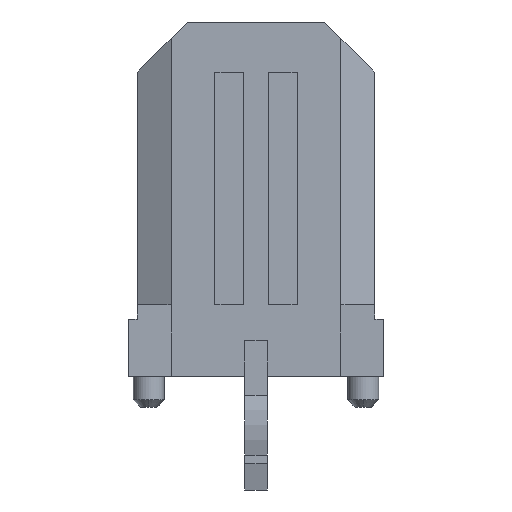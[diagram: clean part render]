
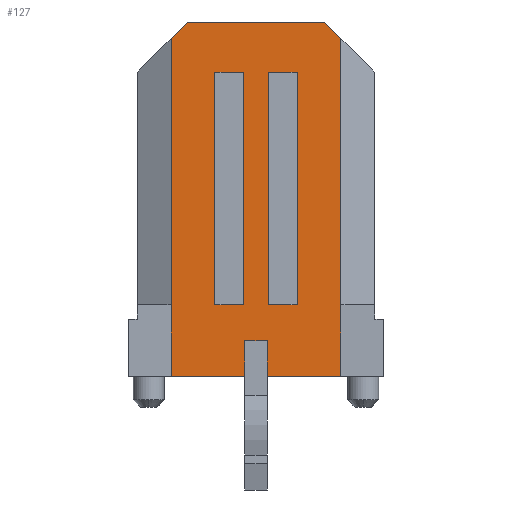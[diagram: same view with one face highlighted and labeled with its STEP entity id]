
A CAD part, front view. The second image highlights one B-rep face of the part: STEP entity #127.
In plain terms, the highlighted planar face has unit normal (0, -1, 0).
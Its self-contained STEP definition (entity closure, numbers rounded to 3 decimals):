
#127=ADVANCED_FACE('',(#351,#352,#353),#354,.T.);
#351=FACE_OUTER_BOUND('',#693,.T.);
#352=FACE_BOUND('',#694,.T.);
#353=FACE_BOUND('',#695,.T.);
#354=PLANE('',#696);
#693=EDGE_LOOP('',(#1346,#1347,#1348,#1349,#1350,#1351,#1352,#1353,#1354,#1355,#1356,#1357));
#694=EDGE_LOOP('',(#1358,#1359,#1360,#1361));
#695=EDGE_LOOP('',(#1362,#1363,#1364,#1365));
#696=AXIS2_PLACEMENT_3D('',#1366,#1367,#1368);
#1346=ORIENTED_EDGE('',*,*,#2467,.T.);
#1347=ORIENTED_EDGE('',*,*,#2468,.F.);
#1348=ORIENTED_EDGE('',*,*,#2469,.F.);
#1349=ORIENTED_EDGE('',*,*,#2460,.F.);
#1350=ORIENTED_EDGE('',*,*,#2466,.F.);
#1351=ORIENTED_EDGE('',*,*,#2415,.T.);
#1352=ORIENTED_EDGE('',*,*,#2470,.F.);
#1353=ORIENTED_EDGE('',*,*,#2422,.T.);
#1354=ORIENTED_EDGE('',*,*,#2471,.T.);
#1355=ORIENTED_EDGE('',*,*,#2472,.T.);
#1356=ORIENTED_EDGE('',*,*,#2473,.F.);
#1357=ORIENTED_EDGE('',*,*,#2474,.T.);
#1358=ORIENTED_EDGE('',*,*,#2475,.F.);
#1359=ORIENTED_EDGE('',*,*,#2476,.F.);
#1360=ORIENTED_EDGE('',*,*,#2477,.T.);
#1361=ORIENTED_EDGE('',*,*,#2478,.T.);
#1362=ORIENTED_EDGE('',*,*,#2479,.F.);
#1363=ORIENTED_EDGE('',*,*,#2480,.F.);
#1364=ORIENTED_EDGE('',*,*,#2481,.T.);
#1365=ORIENTED_EDGE('',*,*,#2482,.T.);
#1366=CARTESIAN_POINT('',(-3.325,-3.46,4.95));
#1367=DIRECTION('',(0.0,-1.0,0.0));
#1368=DIRECTION('',(0.0,0.0,-1.0));
#2415=EDGE_CURVE('',#2966,#2964,#2967,.T.);
#2422=EDGE_CURVE('',#2976,#2974,#2977,.T.);
#2460=EDGE_CURVE('',#3041,#3042,#3043,.T.);
#2466=EDGE_CURVE('',#2966,#3041,#3050,.T.);
#2467=EDGE_CURVE('',#3051,#3052,#3053,.T.);
#2468=EDGE_CURVE('',#3054,#3052,#3055,.T.);
#2469=EDGE_CURVE('',#3042,#3054,#3056,.T.);
#2470=EDGE_CURVE('',#2976,#2964,#3057,.T.);
#2471=EDGE_CURVE('',#2974,#3047,#3058,.T.);
#2472=EDGE_CURVE('',#3047,#3059,#3060,.T.);
#2473=EDGE_CURVE('',#3061,#3059,#3062,.T.);
#2474=EDGE_CURVE('',#3061,#3051,#3063,.T.);
#2475=EDGE_CURVE('',#3064,#3065,#3066,.T.);
#2476=EDGE_CURVE('',#3067,#3064,#3068,.T.);
#2477=EDGE_CURVE('',#3067,#3069,#3070,.T.);
#2478=EDGE_CURVE('',#3069,#3065,#3071,.T.);
#2479=EDGE_CURVE('',#3072,#3073,#3074,.T.);
#2480=EDGE_CURVE('',#3075,#3072,#3076,.T.);
#2481=EDGE_CURVE('',#3075,#3077,#3078,.T.);
#2482=EDGE_CURVE('',#3077,#3073,#3079,.T.);
#2964=VERTEX_POINT('',#3775);
#2966=VERTEX_POINT('',#3778);
#2967=LINE('',#3779,#3780);
#2974=VERTEX_POINT('',#3792);
#2976=VERTEX_POINT('',#3795);
#2977=LINE('',#3796,#3797);
#3041=VERTEX_POINT('',#3896);
#3042=VERTEX_POINT('',#3897);
#3043=LINE('',#3898,#3899);
#3047=VERTEX_POINT('',#3906);
#3050=LINE('',#3911,#3912);
#3051=VERTEX_POINT('',#3913);
#3052=VERTEX_POINT('',#3914);
#3053=LINE('',#3915,#3916);
#3054=VERTEX_POINT('',#3917);
#3055=LINE('',#3918,#3919);
#3056=LINE('',#3920,#3921);
#3057=LINE('',#3922,#3923);
#3058=LINE('',#3924,#3925);
#3059=VERTEX_POINT('',#3926);
#3060=LINE('',#3927,#3928);
#3061=VERTEX_POINT('',#3929);
#3062=LINE('',#3930,#3931);
#3063=LINE('',#3932,#3933);
#3064=VERTEX_POINT('',#3934);
#3065=VERTEX_POINT('',#3935);
#3066=LINE('',#3936,#3937);
#3067=VERTEX_POINT('',#3938);
#3068=LINE('',#3939,#3940);
#3069=VERTEX_POINT('',#3941);
#3070=LINE('',#3942,#3943);
#3071=LINE('',#3944,#3945);
#3072=VERTEX_POINT('',#3946);
#3073=VERTEX_POINT('',#3947);
#3074=LINE('',#3948,#3949);
#3075=VERTEX_POINT('',#3950);
#3076=LINE('',#3951,#3952);
#3077=VERTEX_POINT('',#3953);
#3078=LINE('',#3954,#3955);
#3079=LINE('',#3956,#3957);
#3775=CARTESIAN_POINT('',(1.925,-3.46,4.95));
#3778=CARTESIAN_POINT('',(2.375,-3.46,4.5));
#3779=CARTESIAN_POINT('',(2.375,-3.46,4.5));
#3780=VECTOR('',#4678,0.636);
#3792=CARTESIAN_POINT('',(-2.375,-3.46,4.5));
#3795=CARTESIAN_POINT('',(-1.925,-3.46,4.95));
#3796=CARTESIAN_POINT('',(-1.925,-3.46,4.95));
#3797=VECTOR('',#4685,0.636);
#3896=CARTESIAN_POINT('',(2.375,-3.46,-2.96));
#3897=CARTESIAN_POINT('',(2.375,-3.46,-4.96));
#3898=CARTESIAN_POINT('',(2.375,-3.46,-2.96));
#3899=VECTOR('',#4727,2.0);
#3906=CARTESIAN_POINT('',(-2.375,-3.46,-2.96));
#3911=CARTESIAN_POINT('',(2.375,-3.46,4.5));
#3912=VECTOR('',#4733,7.46);
#3913=CARTESIAN_POINT('',(-0.32,-3.46,-3.96));
#3914=CARTESIAN_POINT('',(0.32,-3.46,-3.96));
#3915=CARTESIAN_POINT('',(-0.32,-3.46,-3.96));
#3916=VECTOR('',#4734,0.64);
#3917=CARTESIAN_POINT('',(0.32,-3.46,-4.96));
#3918=CARTESIAN_POINT('',(0.32,-3.46,-4.96));
#3919=VECTOR('',#4735,1.0);
#3920=CARTESIAN_POINT('',(2.375,-3.46,-4.96));
#3921=VECTOR('',#4736,2.055);
#3922=CARTESIAN_POINT('',(-1.925,-3.46,4.95));
#3923=VECTOR('',#4737,3.85);
#3924=CARTESIAN_POINT('',(-2.375,-3.46,4.5));
#3925=VECTOR('',#4738,7.46);
#3926=CARTESIAN_POINT('',(-2.375,-3.46,-4.96));
#3927=CARTESIAN_POINT('',(-2.375,-3.46,-2.96));
#3928=VECTOR('',#4739,2.0);
#3929=CARTESIAN_POINT('',(-0.32,-3.46,-4.96));
#3930=CARTESIAN_POINT('',(-0.32,-3.46,-4.96));
#3931=VECTOR('',#4740,2.055);
#3932=CARTESIAN_POINT('',(-0.32,-3.46,-4.96));
#3933=VECTOR('',#4741,1.0);
#3934=CARTESIAN_POINT('',(1.15,-3.46,-2.96));
#3935=CARTESIAN_POINT('',(1.15,-3.46,3.55));
#3936=CARTESIAN_POINT('',(1.15,-3.46,-2.96));
#3937=VECTOR('',#4742,6.51);
#3938=CARTESIAN_POINT('',(0.35,-3.46,-2.96));
#3939=CARTESIAN_POINT('',(0.35,-3.46,-2.96));
#3940=VECTOR('',#4743,0.8);
#3941=CARTESIAN_POINT('',(0.35,-3.46,3.55));
#3942=CARTESIAN_POINT('',(0.35,-3.46,-2.96));
#3943=VECTOR('',#4744,6.51);
#3944=CARTESIAN_POINT('',(0.35,-3.46,3.55));
#3945=VECTOR('',#4745,0.8);
#3946=CARTESIAN_POINT('',(-0.35,-3.46,-2.96));
#3947=CARTESIAN_POINT('',(-0.35,-3.46,3.55));
#3948=CARTESIAN_POINT('',(-0.35,-3.46,-2.96));
#3949=VECTOR('',#4746,6.51);
#3950=CARTESIAN_POINT('',(-1.15,-3.46,-2.96));
#3951=CARTESIAN_POINT('',(-1.15,-3.46,-2.96));
#3952=VECTOR('',#4747,0.8);
#3953=CARTESIAN_POINT('',(-1.15,-3.46,3.55));
#3954=CARTESIAN_POINT('',(-1.15,-3.46,-2.96));
#3955=VECTOR('',#4748,6.51);
#3956=CARTESIAN_POINT('',(-1.15,-3.46,3.55));
#3957=VECTOR('',#4749,0.8);
#4678=DIRECTION('',(-0.707,0.0,0.707));
#4685=DIRECTION('',(-0.707,0.0,-0.707));
#4727=DIRECTION('',(0.0,0.0,-1.0));
#4733=DIRECTION('',(0.0,0.0,-1.0));
#4734=DIRECTION('',(1.0,0.0,0.0));
#4735=DIRECTION('',(0.0,0.0,1.0));
#4736=DIRECTION('',(-1.0,0.0,0.0));
#4737=DIRECTION('',(1.0,0.0,0.0));
#4738=DIRECTION('',(0.0,0.0,-1.0));
#4739=DIRECTION('',(0.0,0.0,-1.0));
#4740=DIRECTION('',(-1.0,0.0,0.0));
#4741=DIRECTION('',(0.0,0.0,1.0));
#4742=DIRECTION('',(0.0,0.0,1.0));
#4743=DIRECTION('',(1.0,0.0,0.0));
#4744=DIRECTION('',(0.0,0.0,1.0));
#4745=DIRECTION('',(1.0,0.0,0.0));
#4746=DIRECTION('',(0.0,0.0,1.0));
#4747=DIRECTION('',(1.0,0.0,0.0));
#4748=DIRECTION('',(0.0,0.0,1.0));
#4749=DIRECTION('',(1.0,0.0,0.0));
